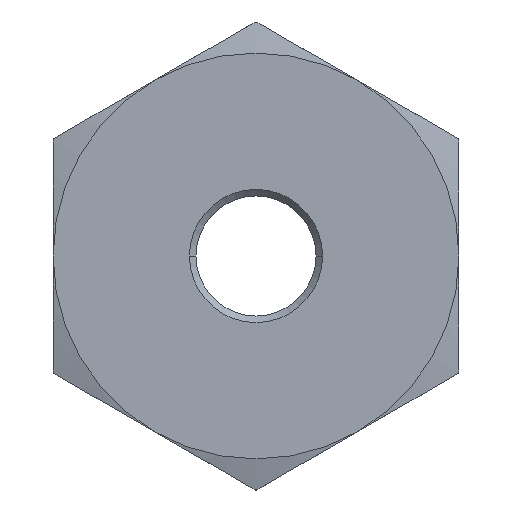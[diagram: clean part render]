
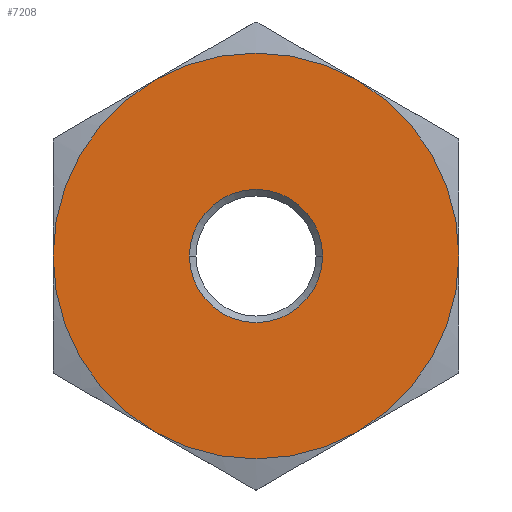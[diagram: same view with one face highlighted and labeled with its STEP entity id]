
A CAD part, front view. The second image highlights one B-rep face of the part: STEP entity #7208.
In plain terms, the highlighted planar face has unit normal (0, -1, 0).
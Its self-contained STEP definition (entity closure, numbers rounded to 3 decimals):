
#61 = ORIENTED_EDGE ( 'NONE', *, *, #9179, .F. ) ;
#98 = CARTESIAN_POINT ( 'NONE',  ( 0., 0., 0. ) ) ;
#671 = CARTESIAN_POINT ( 'NONE',  ( 0., 0., 0. ) ) ;
#790 = VERTEX_POINT ( 'NONE', #10906 ) ;
#1043 = VERTEX_POINT ( 'NONE', #7034 ) ;
#1138 = DIRECTION ( 'NONE',  ( 1., 0., 0. ) ) ;
#1232 = CARTESIAN_POINT ( 'NONE',  ( 15.75, 0., 27.28 ) ) ;
#1467 = CARTESIAN_POINT ( 'NONE',  ( -31.5, 0., 0. ) ) ;
#1498 = EDGE_CURVE ( 'NONE', #4670, #13843, #10654, .T. ) ;
#1641 = AXIS2_PLACEMENT_3D ( 'NONE', #14773, #4510, #2161 ) ;
#1969 = ORIENTED_EDGE ( 'NONE', *, *, #5037, .T. ) ;
#2161 = DIRECTION ( 'NONE',  ( 1., 0., 0. ) ) ;
#2261 = CARTESIAN_POINT ( 'NONE',  ( 0., 0., 0. ) ) ;
#2690 = CARTESIAN_POINT ( 'NONE',  ( 0., 0., 0. ) ) ;
#2731 = CARTESIAN_POINT ( 'NONE',  ( 0., 0., 0. ) ) ;
#3350 = EDGE_CURVE ( 'NONE', #5594, #790, #5280, .T. ) ;
#3454 = ORIENTED_EDGE ( 'NONE', *, *, #8046, .T. ) ;
#3558 = DIRECTION ( 'NONE',  ( 1., 0., 0. ) ) ;
#3986 = DIRECTION ( 'NONE',  ( 1., 0., 0. ) ) ;
#4088 = AXIS2_PLACEMENT_3D ( 'NONE', #2261, #8980, #6809 ) ;
#4201 = AXIS2_PLACEMENT_3D ( 'NONE', #14520, #7599, #14568 ) ;
#4510 = DIRECTION ( 'NONE',  ( 0., -1., 0. ) ) ;
#4670 = VERTEX_POINT ( 'NONE', #10310 ) ;
#5037 = EDGE_CURVE ( 'NONE', #12488, #4670, #10296, .T. ) ;
#5128 = CARTESIAN_POINT ( 'NONE',  ( 15.75, 0., -27.28 ) ) ;
#5246 = CIRCLE ( 'NONE', #14156, 10.336 ) ;
#5256 = CARTESIAN_POINT ( 'NONE',  ( 10.336, 0., 0. ) ) ;
#5280 = CIRCLE ( 'NONE', #4201, 31.5 ) ;
#5302 = DIRECTION ( 'NONE',  ( 0., -1., 0. ) ) ;
#5521 = AXIS2_PLACEMENT_3D ( 'NONE', #2731, #5966, #14247 ) ;
#5594 = VERTEX_POINT ( 'NONE', #1232 ) ;
#5853 = VERTEX_POINT ( 'NONE', #11945 ) ;
#5930 = VERTEX_POINT ( 'NONE', #5256 ) ;
#5966 = DIRECTION ( 'NONE',  ( 0., -1., 0. ) ) ;
#6237 = CARTESIAN_POINT ( 'NONE',  ( 0., 0., 0. ) ) ;
#6586 = FACE_OUTER_BOUND ( 'NONE', #14085, .T. ) ;
#6809 = DIRECTION ( 'NONE',  ( 1., 0., 0. ) ) ;
#7034 = CARTESIAN_POINT ( 'NONE',  ( 31.5, 0., 0. ) ) ;
#7093 = AXIS2_PLACEMENT_3D ( 'NONE', #9246, #9092, #1138 ) ;
#7208 = ADVANCED_FACE ( 'NONE', ( #6586, #11075 ), #11002, .F. ) ;
#7599 = DIRECTION ( 'NONE',  ( 0., -1., 0. ) ) ;
#7607 = DIRECTION ( 'NONE',  ( 1., 0., 0. ) ) ;
#7897 = ORIENTED_EDGE ( 'NONE', *, *, #8836, .T. ) ;
#8046 = EDGE_CURVE ( 'NONE', #1043, #5594, #9621, .T. ) ;
#8567 = DIRECTION ( 'NONE',  ( 0., 1., 0. ) ) ;
#8836 = EDGE_CURVE ( 'NONE', #13843, #1043, #12647, .T. ) ;
#8980 = DIRECTION ( 'NONE',  ( 0., -1., 0. ) ) ;
#9079 = ORIENTED_EDGE ( 'NONE', *, *, #11388, .T. ) ;
#9092 = DIRECTION ( 'NONE',  ( 0., -1., 0. ) ) ;
#9179 = EDGE_CURVE ( 'NONE', #5930, #5853, #13722, .T. ) ;
#9246 = CARTESIAN_POINT ( 'NONE',  ( 0., 0., 0. ) ) ;
#9456 = ORIENTED_EDGE ( 'NONE', *, *, #1498, .T. ) ;
#9621 = CIRCLE ( 'NONE', #14126, 31.5 ) ;
#10042 = AXIS2_PLACEMENT_3D ( 'NONE', #6237, #8567, #13214 ) ;
#10099 = EDGE_CURVE ( 'NONE', #5853, #5930, #5246, .T. ) ;
#10296 = CIRCLE ( 'NONE', #7093, 31.5 ) ;
#10310 = CARTESIAN_POINT ( 'NONE',  ( -15.75, 0., -27.28 ) ) ;
#10654 = CIRCLE ( 'NONE', #5521, 31.5 ) ;
#10700 = DIRECTION ( 'NONE',  ( 0., -1., 0. ) ) ;
#10906 = CARTESIAN_POINT ( 'NONE',  ( -15.75, 0., 27.28 ) ) ;
#11002 = PLANE ( 'NONE',  #10042 ) ;
#11075 = FACE_BOUND ( 'NONE', #11518, .T. ) ;
#11388 = EDGE_CURVE ( 'NONE', #790, #12488, #11474, .T. ) ;
#11474 = CIRCLE ( 'NONE', #1641, 31.5 ) ;
#11518 = EDGE_LOOP ( 'NONE', ( #61, #14195 ) ) ;
#11891 = AXIS2_PLACEMENT_3D ( 'NONE', #671, #5302, #7607 ) ;
#11945 = CARTESIAN_POINT ( 'NONE',  ( -10.336, 0., 0. ) ) ;
#12488 = VERTEX_POINT ( 'NONE', #1467 ) ;
#12647 = CIRCLE ( 'NONE', #4088, 31.5 ) ;
#12782 = DIRECTION ( 'NONE',  ( 0., -1., 0. ) ) ;
#12796 = ORIENTED_EDGE ( 'NONE', *, *, #3350, .T. ) ;
#13214 = DIRECTION ( 'NONE',  ( 0., 0., 1. ) ) ;
#13722 = CIRCLE ( 'NONE', #11891, 10.336 ) ;
#13843 = VERTEX_POINT ( 'NONE', #5128 ) ;
#14085 = EDGE_LOOP ( 'NONE', ( #1969, #9456, #7897, #3454, #12796, #9079 ) ) ;
#14126 = AXIS2_PLACEMENT_3D ( 'NONE', #98, #12782, #3558 ) ;
#14156 = AXIS2_PLACEMENT_3D ( 'NONE', #2690, #10700, #3986 ) ;
#14195 = ORIENTED_EDGE ( 'NONE', *, *, #10099, .F. ) ;
#14247 = DIRECTION ( 'NONE',  ( 1., 0., 0. ) ) ;
#14520 = CARTESIAN_POINT ( 'NONE',  ( 0., 0., 0. ) ) ;
#14568 = DIRECTION ( 'NONE',  ( 1., 0., 0. ) ) ;
#14773 = CARTESIAN_POINT ( 'NONE',  ( 0., 0., 0. ) ) ;
